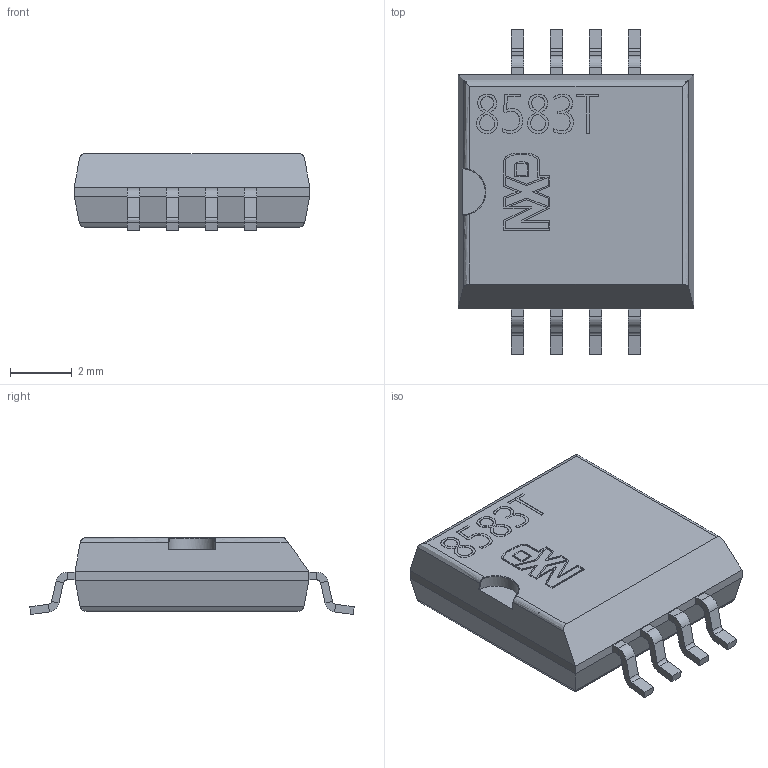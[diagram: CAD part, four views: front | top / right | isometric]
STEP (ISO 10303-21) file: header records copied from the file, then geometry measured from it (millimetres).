
FILE_DESCRIPTION(('FreeCAD Model'),'2;1');
FILE_NAME( 'SOIC-8-W7.5mm(SOT176-1).step', '2020-07-04T15:13:49',('Author'),(''), 'Open CASCADE STEP processor 7.3','FreeCAD','Unknown');
FILE_SCHEMA(('AUTOMOTIVE_DESIGN { 1 0 10303 214 1 1 1 1 }'));
Length unit declared in the file: millimetre
Products named in the file (10): SOIC-8-W7.5mm(SOT176-1); Body; Pin1; Pin2; Pin3; Pin4; Pin5; Pin6; Pin7; Pin8
Assembly tree (9 placements, depth 2):
  SOIC-8-W7.5mm(SOT176-1)
    Body
    Pin1
    Pin2
    Pin3
    Pin4
    Pin5
    Pin6
    Pin7
    Pin8
Bounding box: 7.65 x 10.53 x 2.5 mm (x, y, z)
Volume: 130.9 mm3; surface area: 198.7 mm2
Topology: 9 solids, 9 shells, 434 faces, 1053 edges, 654 vertices
Faces by surface type: plane 260, extrusion 105, cylinder 48, bspline 20, torus 1
Full cylindrical faces by diameter (mm): 3 x1
Entity records: 30917 total; most frequent: CARTESIAN_POINT 8413, DIRECTION 3414, VECTOR 2531, LINE 2426, ORIENTED_EDGE 2106, PCURVE 2106, DEFINITIONAL_REPRESENTATION 2106, EDGE_CURVE 1053
